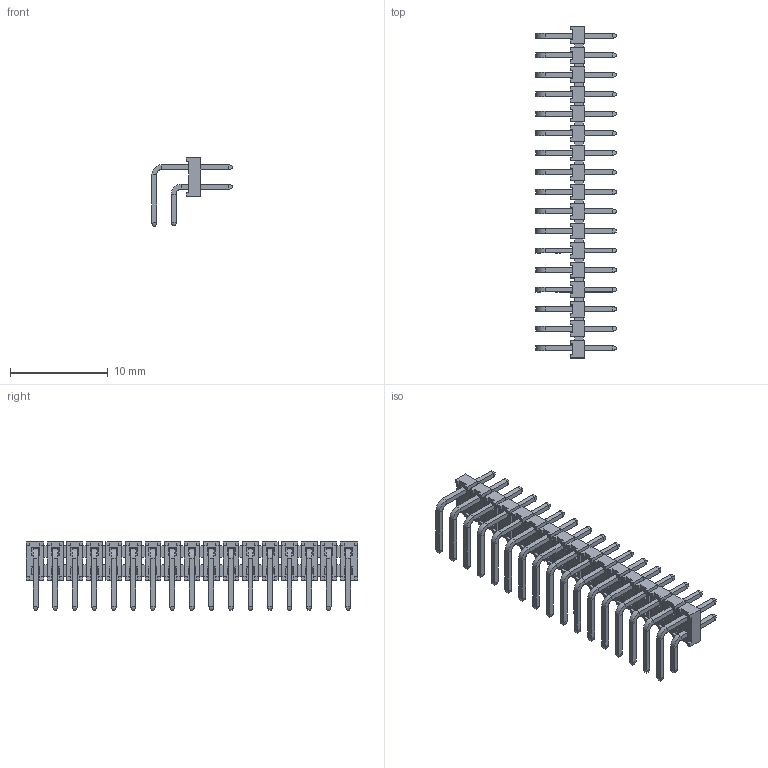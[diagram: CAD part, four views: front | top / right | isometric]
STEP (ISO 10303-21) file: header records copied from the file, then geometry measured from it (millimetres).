
FILE_DESCRIPTION((''),'2;1');
FILE_NAME('TMM-117-01-X-D-RA_ASM','2009-05-29T',('dburnier'),(''),'PRO/ENGINEER BY PARAMETRIC TECHNOLOGY CORPORATION, 2008410','PRO/ENGINEER BY PARAMETRIC TECHNOLOGY CORPORATION, 2008410','');
FILE_SCHEMA(('AUTOMOTIVE_DESIGN_CC2 { 1 2 10303 214 -1 1 5 2 }'));
Length unit declared in the file: inch
Products named in the file (5): T-1S13-X_TMM-01-RA__2ND_ROW_ANY; T-1S13-X_TMM-01-RA__1ST_ROW_ANY; TMM-117-01-X-D-RA_ANY__ASM; PRT0001; TMM-117-01-X-D-RA_ASM
Assembly tree (36 placements, depth 3):
  TMM-117-01-X-D-RA_ASM
    TMM-117-01-X-D-RA_ANY__ASM
      T-1S13-X_TMM-01-RA__2ND_ROW_ANY  x17
      T-1S13-X_TMM-01-RA__1ST_ROW_ANY  x17
    PRT0001
Bounding box: 8.22 x 34 x 6.99 mm (x, y, z)
Volume: 236 mm3; surface area: 1313.5 mm2
Topology: 35 solids, 35 shells, 1590 faces, 3784 edges, 2296 vertices
Faces by surface type: plane 1250, cylinder 340
Entity records: 33256 total; most frequent: CARTESIAN_POINT 4698, ORIENTED_EDGE 4496, DIRECTION 4170, PRESENTATION_STYLE_ASSIGNMENT 2251, STYLED_ITEM 2251, CURVE_STYLE 2248, EDGE_CURVE 2248, VECTOR 2216
